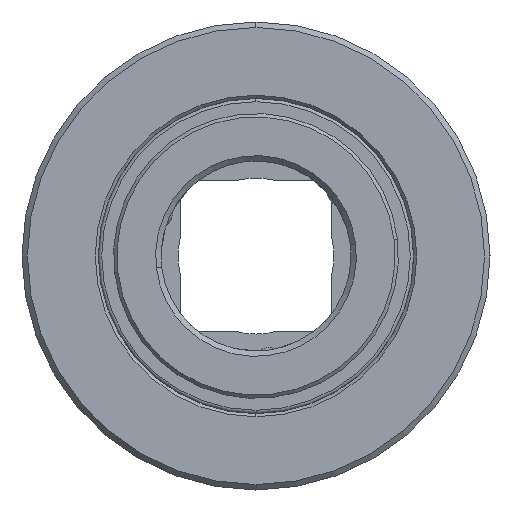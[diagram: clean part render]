
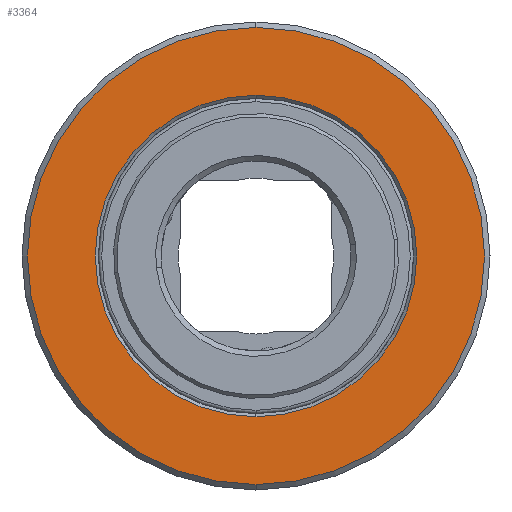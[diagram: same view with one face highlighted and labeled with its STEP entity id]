
A CAD part, left-side view. The second image highlights one B-rep face of the part: STEP entity #3364.
In plain terms, the highlighted planar face has unit normal (-1, 0, 0).
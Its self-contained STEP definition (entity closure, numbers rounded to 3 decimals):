
#25 = CARTESIAN_POINT ( 'NONE',  ( 0., 0., -23.7 ) ) ;
#147 = CARTESIAN_POINT ( 'NONE',  ( 0., 0., 0. ) ) ;
#241 = DIRECTION ( 'NONE',  ( 1., 0., 0. ) ) ;
#288 = DIRECTION ( 'NONE',  ( 0., 0., -1. ) ) ;
#442 = CARTESIAN_POINT ( 'NONE',  ( 0., 0., -33.7 ) ) ;
#478 = CARTESIAN_POINT ( 'NONE',  ( 0., 0., 23.7 ) ) ;
#776 = AXIS2_PLACEMENT_3D ( 'NONE', #1773, #1809, #1793 ) ;
#849 = FACE_BOUND ( 'NONE', #3300, .T. ) ;
#866 = FACE_OUTER_BOUND ( 'NONE', #3443, .T. ) ;
#984 = AXIS2_PLACEMENT_3D ( 'NONE', #3704, #3731, #3712 ) ;
#1025 = AXIS2_PLACEMENT_3D ( 'NONE', #147, #241, #288 ) ;
#1079 = AXIS2_PLACEMENT_3D ( 'NONE', #2086, #2091, #2093 ) ;
#1082 = AXIS2_PLACEMENT_3D ( 'NONE', #2049, #2052, #2067 ) ;
#1181 = CIRCLE ( 'NONE', #984, 23.7 ) ;
#1184 = CIRCLE ( 'NONE', #1025, 33.7 ) ;
#1270 = CIRCLE ( 'NONE', #1079, 33.7 ) ;
#1304 = CIRCLE ( 'NONE', #1082, 23.7 ) ;
#1736 = PLANE ( 'NONE',  #776 ) ;
#1773 = CARTESIAN_POINT ( 'NONE',  ( 0., 23.7, 0. ) ) ;
#1793 = DIRECTION ( 'NONE',  ( 0., 0., 1. ) ) ;
#1809 = DIRECTION ( 'NONE',  ( -1., 0., 0. ) ) ;
#2049 = CARTESIAN_POINT ( 'NONE',  ( 0., 0., 0. ) ) ;
#2052 = DIRECTION ( 'NONE',  ( 1., 0., 0. ) ) ;
#2067 = DIRECTION ( 'NONE',  ( 0., 0., -1. ) ) ;
#2086 = CARTESIAN_POINT ( 'NONE',  ( 0., 0., 0. ) ) ;
#2091 = DIRECTION ( 'NONE',  ( 1., 0., 0. ) ) ;
#2093 = DIRECTION ( 'NONE',  ( 0., 0., -1. ) ) ;
#2608 = ORIENTED_EDGE ( 'NONE', *, *, #2979, .F. ) ;
#2654 = ORIENTED_EDGE ( 'NONE', *, *, #2871, .F. ) ;
#2863 = EDGE_CURVE ( 'NONE', #3774, #3764, #1304, .T. ) ;
#2871 = EDGE_CURVE ( 'NONE', #3779, #3749, #1270, .T. ) ;
#2979 = EDGE_CURVE ( 'NONE', #3749, #3779, #1184, .T. ) ;
#2987 = EDGE_CURVE ( 'NONE', #3764, #3774, #1181, .T. ) ;
#3044 = ORIENTED_EDGE ( 'NONE', *, *, #2863, .T. ) ;
#3300 = EDGE_LOOP ( 'NONE', ( #3044, #3576 ) ) ;
#3364 = ADVANCED_FACE ( 'NONE', ( #849, #866 ), #1736, .T. ) ;
#3443 = EDGE_LOOP ( 'NONE', ( #2654, #2608 ) ) ;
#3509 = CARTESIAN_POINT ( 'NONE',  ( 0., 0., 33.7 ) ) ;
#3576 = ORIENTED_EDGE ( 'NONE', *, *, #2987, .T. ) ;
#3704 = CARTESIAN_POINT ( 'NONE',  ( 0., 0., 0. ) ) ;
#3712 = DIRECTION ( 'NONE',  ( 0., 0., -1. ) ) ;
#3731 = DIRECTION ( 'NONE',  ( 1., 0., 0. ) ) ;
#3749 = VERTEX_POINT ( 'NONE', #3509 ) ;
#3764 = VERTEX_POINT ( 'NONE', #25 ) ;
#3774 = VERTEX_POINT ( 'NONE', #478 ) ;
#3779 = VERTEX_POINT ( 'NONE', #442 ) ;
